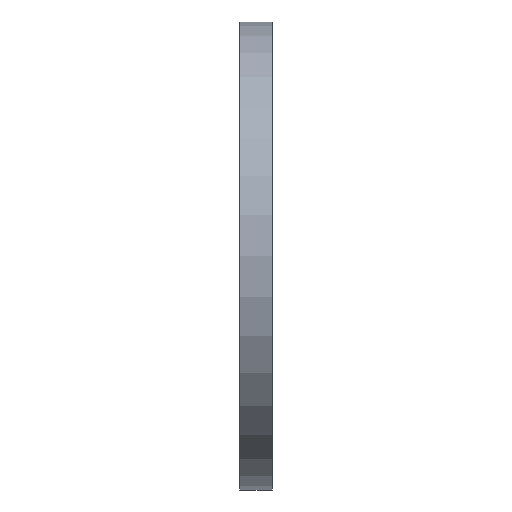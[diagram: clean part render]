
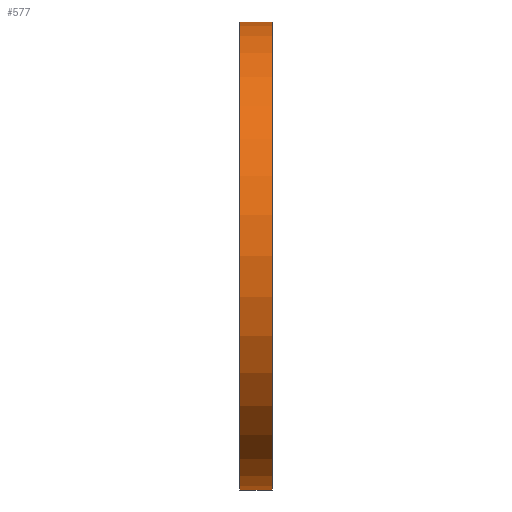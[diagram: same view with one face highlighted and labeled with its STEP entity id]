
A CAD part, front view. The second image highlights one B-rep face of the part: STEP entity #577.
In plain terms, the highlighted cylindrical face has radius 1016 mm (diameter 2032 mm), a partial arc.
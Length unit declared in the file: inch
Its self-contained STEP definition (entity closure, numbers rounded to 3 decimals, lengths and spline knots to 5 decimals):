
#43 = FACE_OUTER_BOUND ( 'NONE', #1143, .T. ) ;
#50 = CARTESIAN_POINT ( 'NONE',  ( 0., 0., 0. ) ) ;
#59 = DIRECTION ( 'NONE',  ( 0., 0., 1. ) ) ;
#113 = ORIENTED_EDGE ( 'NONE', *, *, #187, .F. ) ;
#145 = AXIS2_PLACEMENT_3D ( 'NONE', #706, #1215, #59 ) ;
#159 = VERTEX_POINT ( 'NONE', #562 ) ;
#169 = CARTESIAN_POINT ( 'NONE',  ( 0.0625, 0., 40. ) ) ;
#187 = EDGE_CURVE ( 'NONE', #1029, #1581, #1011, .T. ) ;
#262 = DIRECTION ( 'NONE',  ( 0., 0., 1. ) ) ;
#273 = ORIENTED_EDGE ( 'NONE', *, *, #429, .T. ) ;
#301 = CARTESIAN_POINT ( 'NONE',  ( 0.0625, 0., -40. ) ) ;
#302 = DIRECTION ( 'NONE',  ( -1., 0., 0. ) ) ;
#332 = CARTESIAN_POINT ( 'NONE',  ( 0., 0., -40. ) ) ;
#382 = VERTEX_POINT ( 'NONE', #1159 ) ;
#429 = EDGE_CURVE ( 'NONE', #159, #382, #1037, .T. ) ;
#450 = LINE ( 'NONE', #332, #612 ) ;
#469 = AXIS2_PLACEMENT_3D ( 'NONE', #1034, #653, #262 ) ;
#562 = CARTESIAN_POINT ( 'NONE',  ( 5.6875, 0., -40. ) ) ;
#577 = ADVANCED_FACE ( 'NONE', ( #43 ), #1608, .T. ) ;
#612 = VECTOR ( 'NONE', #1106, 39.37008 ) ;
#653 = DIRECTION ( 'NONE',  ( -1., 0., 0. ) ) ;
#706 = CARTESIAN_POINT ( 'NONE',  ( 0.0625, 0., 0. ) ) ;
#747 = VECTOR ( 'NONE', #1327, 39.37008 ) ;
#850 = DIRECTION ( 'NONE',  ( 0., 0., 1. ) ) ;
#963 = AXIS2_PLACEMENT_3D ( 'NONE', #50, #302, #850 ) ;
#981 = ORIENTED_EDGE ( 'NONE', *, *, #1121, .F. ) ;
#1011 = CIRCLE ( 'NONE', #145, 40. ) ;
#1029 = VERTEX_POINT ( 'NONE', #301 ) ;
#1034 = CARTESIAN_POINT ( 'NONE',  ( 5.6875, 0., 0. ) ) ;
#1037 = CIRCLE ( 'NONE', #469, 40. ) ;
#1106 = DIRECTION ( 'NONE',  ( -1., 0., 0. ) ) ;
#1121 = EDGE_CURVE ( 'NONE', #159, #1029, #450, .T. ) ;
#1143 = EDGE_LOOP ( 'NONE', ( #981, #273, #1505, #113 ) ) ;
#1159 = CARTESIAN_POINT ( 'NONE',  ( 5.6875, 0., 40. ) ) ;
#1215 = DIRECTION ( 'NONE',  ( -1., 0., 0. ) ) ;
#1305 = LINE ( 'NONE', #1415, #747 ) ;
#1327 = DIRECTION ( 'NONE',  ( -1., 0., 0. ) ) ;
#1415 = CARTESIAN_POINT ( 'NONE',  ( 0., 0., 40. ) ) ;
#1505 = ORIENTED_EDGE ( 'NONE', *, *, #1529, .T. ) ;
#1529 = EDGE_CURVE ( 'NONE', #382, #1581, #1305, .T. ) ;
#1581 = VERTEX_POINT ( 'NONE', #169 ) ;
#1608 = CYLINDRICAL_SURFACE ( 'NONE', #963, 40. ) ;
